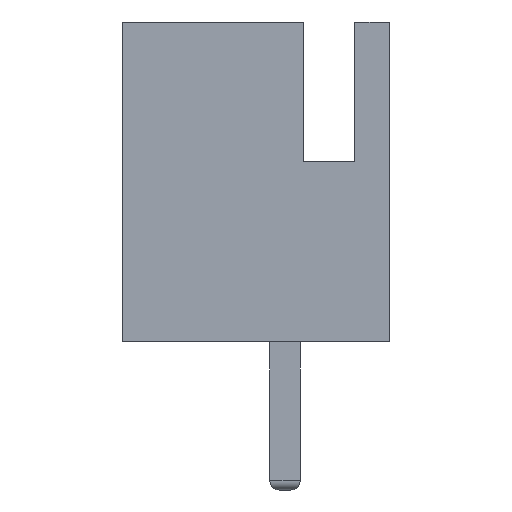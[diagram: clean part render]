
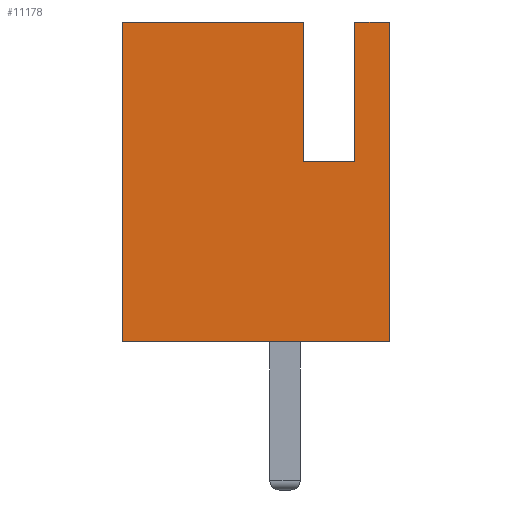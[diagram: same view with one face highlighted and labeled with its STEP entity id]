
A CAD part, left-side view. The second image highlights one B-rep face of the part: STEP entity #11178.
In plain terms, the highlighted planar face has unit normal (-1, 0, 0).
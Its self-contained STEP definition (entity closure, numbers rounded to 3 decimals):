
#449 = EDGE_CURVE ( 'NONE', #2604, #2086, #686, .T. ) ;
#569 = DIRECTION ( 'NONE',  ( 0., 0., -1. ) ) ;
#627 = EDGE_CURVE ( 'NONE', #2086, #7604, #6094, .T. ) ;
#686 = LINE ( 'NONE', #6017, #12642 ) ;
#865 = CARTESIAN_POINT ( 'NONE',  ( -13.83, 2.875, 0. ) ) ;
#970 = LINE ( 'NONE', #7911, #13465 ) ;
#1197 = ORIENTED_EDGE ( 'NONE', *, *, #9471, .T. ) ;
#1269 = VECTOR ( 'NONE', #11177, 1000. ) ;
#1442 = EDGE_CURVE ( 'NONE', #1854, #4058, #6187, .T. ) ;
#1463 = DIRECTION ( 'NONE',  ( 0., 0., -1. ) ) ;
#1854 = VERTEX_POINT ( 'NONE', #5393 ) ;
#1944 = VECTOR ( 'NONE', #1463, 1000. ) ;
#2086 = VERTEX_POINT ( 'NONE', #6207 ) ;
#2202 = AXIS2_PLACEMENT_3D ( 'NONE', #3268, #4357, #8816 ) ;
#2320 = ORIENTED_EDGE ( 'NONE', *, *, #10298, .F. ) ;
#2604 = VERTEX_POINT ( 'NONE', #4401 ) ;
#3016 = EDGE_LOOP ( 'NONE', ( #2320, #10830, #10672, #3933, #1197, #5928, #8027, #8624 ) ) ;
#3120 = CARTESIAN_POINT ( 'NONE',  ( -13.83, 2.875, 6.88 ) ) ;
#3268 = CARTESIAN_POINT ( 'NONE',  ( -13.83, 2.875, 6.88 ) ) ;
#3499 = VECTOR ( 'NONE', #10611, 1000. ) ;
#3581 = CARTESIAN_POINT ( 'NONE',  ( -13.83, -1.025, 3.88 ) ) ;
#3754 = CARTESIAN_POINT ( 'NONE',  ( -13.83, 2.875, 6.88 ) ) ;
#3806 = LINE ( 'NONE', #5877, #11582 ) ;
#3933 = ORIENTED_EDGE ( 'NONE', *, *, #1442, .T. ) ;
#4048 = EDGE_CURVE ( 'NONE', #1854, #6300, #5358, .T. ) ;
#4058 = VERTEX_POINT ( 'NONE', #865 ) ;
#4357 = DIRECTION ( 'NONE',  ( 1., 0., 0. ) ) ;
#4401 = CARTESIAN_POINT ( 'NONE',  ( -13.83, -2.125, 3.88 ) ) ;
#4448 = DIRECTION ( 'NONE',  ( 0., -1., 0. ) ) ;
#5358 = LINE ( 'NONE', #3120, #3499 ) ;
#5393 = CARTESIAN_POINT ( 'NONE',  ( -13.83, 2.875, 6.88 ) ) ;
#5504 = CARTESIAN_POINT ( 'NONE',  ( -13.83, -1.025, 6.88 ) ) ;
#5507 = FACE_OUTER_BOUND ( 'NONE', #3016, .T. ) ;
#5706 = CARTESIAN_POINT ( 'NONE',  ( -13.83, -2.875, 6.88 ) ) ;
#5802 = CARTESIAN_POINT ( 'NONE',  ( -13.83, -2.875, 0. ) ) ;
#5877 = CARTESIAN_POINT ( 'NONE',  ( -13.83, -1.025, 6.88 ) ) ;
#5928 = ORIENTED_EDGE ( 'NONE', *, *, #10044, .F. ) ;
#6017 = CARTESIAN_POINT ( 'NONE',  ( -13.83, -2.125, 6.88 ) ) ;
#6094 = LINE ( 'NONE', #3754, #13329 ) ;
#6187 = LINE ( 'NONE', #10328, #11288 ) ;
#6207 = CARTESIAN_POINT ( 'NONE',  ( -13.83, -2.125, 6.88 ) ) ;
#6300 = VERTEX_POINT ( 'NONE', #5504 ) ;
#6474 = PLANE ( 'NONE',  #2202 ) ;
#6774 = DIRECTION ( 'NONE',  ( 0., 0., -1. ) ) ;
#7604 = VERTEX_POINT ( 'NONE', #5706 ) ;
#7859 = VERTEX_POINT ( 'NONE', #14106 ) ;
#7911 = CARTESIAN_POINT ( 'NONE',  ( -13.83, 2.875, 0. ) ) ;
#7923 = LINE ( 'NONE', #12253, #1944 ) ;
#8027 = ORIENTED_EDGE ( 'NONE', *, *, #627, .F. ) ;
#8624 = ORIENTED_EDGE ( 'NONE', *, *, #449, .F. ) ;
#8816 = DIRECTION ( 'NONE',  ( 0., 0., -1. ) ) ;
#9471 = EDGE_CURVE ( 'NONE', #4058, #10853, #970, .T. ) ;
#10044 = EDGE_CURVE ( 'NONE', #7604, #10853, #7923, .T. ) ;
#10298 = EDGE_CURVE ( 'NONE', #7859, #2604, #10969, .T. ) ;
#10328 = CARTESIAN_POINT ( 'NONE',  ( -13.83, 2.875, 6.88 ) ) ;
#10428 = DIRECTION ( 'NONE',  ( 0., 0., 1. ) ) ;
#10444 = DIRECTION ( 'NONE',  ( 0., -1., 0. ) ) ;
#10611 = DIRECTION ( 'NONE',  ( 0., -1., 0. ) ) ;
#10672 = ORIENTED_EDGE ( 'NONE', *, *, #4048, .F. ) ;
#10830 = ORIENTED_EDGE ( 'NONE', *, *, #12723, .F. ) ;
#10853 = VERTEX_POINT ( 'NONE', #5802 ) ;
#10969 = LINE ( 'NONE', #3581, #1269 ) ;
#11177 = DIRECTION ( 'NONE',  ( 0., -1., 0. ) ) ;
#11178 = ADVANCED_FACE ( 'NONE', ( #5507 ), #6474, .F. ) ;
#11288 = VECTOR ( 'NONE', #569, 1000. ) ;
#11582 = VECTOR ( 'NONE', #6774, 1000. ) ;
#12253 = CARTESIAN_POINT ( 'NONE',  ( -13.83, -2.875, 6.88 ) ) ;
#12642 = VECTOR ( 'NONE', #10428, 1000. ) ;
#12723 = EDGE_CURVE ( 'NONE', #6300, #7859, #3806, .T. ) ;
#13329 = VECTOR ( 'NONE', #10444, 1000. ) ;
#13465 = VECTOR ( 'NONE', #4448, 1000. ) ;
#14106 = CARTESIAN_POINT ( 'NONE',  ( -13.83, -1.025, 3.88 ) ) ;
